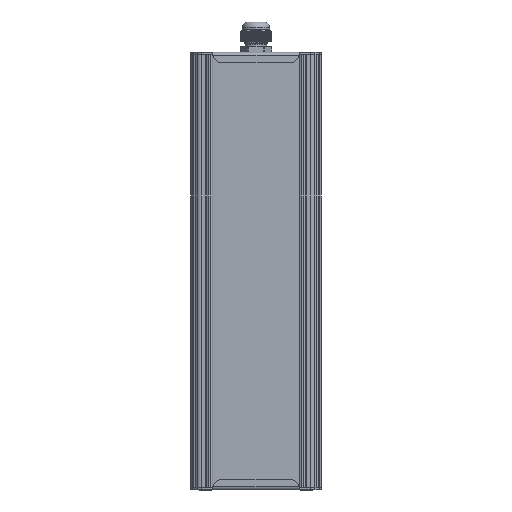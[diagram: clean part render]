
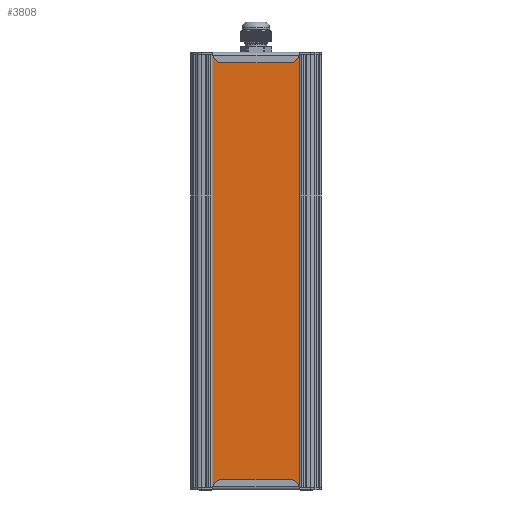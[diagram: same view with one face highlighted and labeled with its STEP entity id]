
A CAD part, front view. The second image highlights one B-rep face of the part: STEP entity #3808.
In plain terms, the highlighted face is planar.
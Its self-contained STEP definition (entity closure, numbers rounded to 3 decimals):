
#3808=ADVANCED_FACE('',(#14031),#14033,.T.);
#14031=FACE_BOUND('',#14032,.T.);
#14032=EDGE_LOOP('',(#29294,#29295,#29296,#29297));
#14033=PLANE('',#14034);
#14034=AXIS2_PLACEMENT_3D('',#14035,#14036,#14037);
#14035=CARTESIAN_POINT('',(120.465,593.492,117.308));
#14036=DIRECTION('',(0.,0.,-1.));
#14037=DIRECTION('',(0.,1.,0.));
#29294=ORIENTED_EDGE('',*,*,#37768,.T.);
#29295=ORIENTED_EDGE('',*,*,#37770,.F.);
#29296=ORIENTED_EDGE('',*,*,#37771,.F.);
#29297=ORIENTED_EDGE('',*,*,#37772,.T.);
#37768=EDGE_CURVE('',#44340,#44338,#44341,.T.);
#37770=EDGE_CURVE('',#44343,#44338,#44344,.T.);
#37771=EDGE_CURVE('',#44345,#44343,#44346,.T.);
#37772=EDGE_CURVE('',#44345,#44340,#44347,.T.);
#44338=VERTEX_POINT('',#64750);
#44340=VERTEX_POINT('',#64754);
#44341=LINE('',#64755,#64756);
#44343=VERTEX_POINT('',#64761);
#44344=LINE('',#64762,#64763);
#44345=VERTEX_POINT('',#64765);
#44346=LINE('',#64766,#64767);
#44347=LINE('',#64769,#64770);
#64750=CARTESIAN_POINT('',(453.965,679.838,117.308));
#64754=CARTESIAN_POINT('',(82.965,679.838,117.308));
#64755=CARTESIAN_POINT('',(82.965,679.838,117.308));
#64756=VECTOR('',#64757,1.);
#64757=DIRECTION('',(1.,0.,0.));
#64761=CARTESIAN_POINT('',(453.965,593.492,117.308));
#64762=CARTESIAN_POINT('',(453.965,593.492,117.308));
#64763=VECTOR('',#64764,1.);
#64764=DIRECTION('',(0.,1.,0.));
#64765=CARTESIAN_POINT('',(82.965,593.492,117.308));
#64766=CARTESIAN_POINT('',(82.965,593.492,117.308));
#64767=VECTOR('',#64768,1.);
#64768=DIRECTION('',(1.,0.,0.));
#64769=CARTESIAN_POINT('',(82.965,593.492,117.308));
#64770=VECTOR('',#64771,1.);
#64771=DIRECTION('',(0.,1.,0.));
